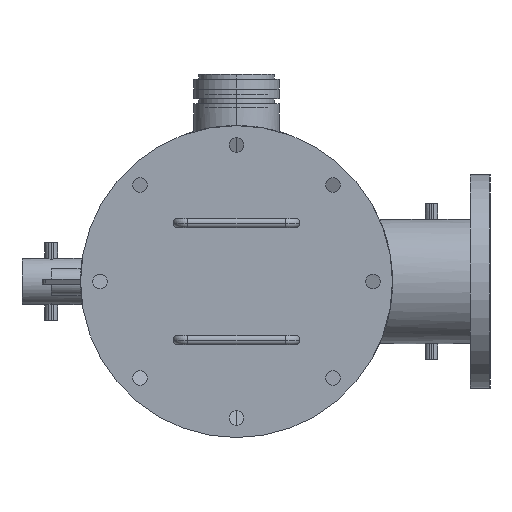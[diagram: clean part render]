
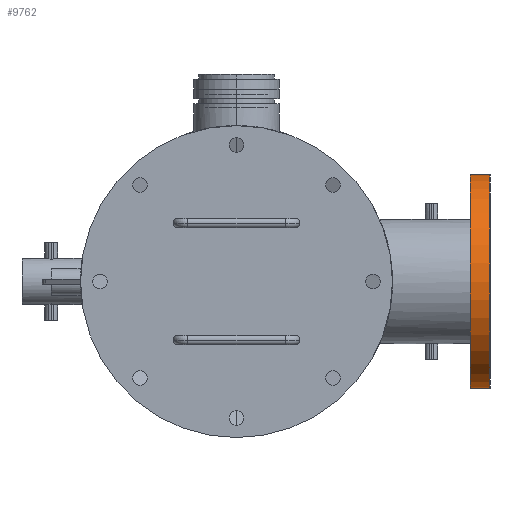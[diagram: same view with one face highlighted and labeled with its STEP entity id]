
A CAD part, left-side view. The second image highlights one B-rep face of the part: STEP entity #9762.
In plain terms, the highlighted cylindrical face has radius 139.7 mm (diameter 279.4 mm), a partial arc.
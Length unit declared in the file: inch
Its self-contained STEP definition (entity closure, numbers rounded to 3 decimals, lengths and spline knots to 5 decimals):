
#23 = VERTEX_POINT ( 'NONE', #5616 ) ;
#212 = DIRECTION ( 'NONE',  ( 0., 0., -1. ) ) ;
#884 = ORIENTED_EDGE ( 'NONE', *, *, #3147, .F. ) ;
#996 = VERTEX_POINT ( 'NONE', #11097 ) ;
#1418 = VECTOR ( 'NONE', #1583, 39.37008 ) ;
#1423 = ORIENTED_EDGE ( 'NONE', *, *, #2843, .T. ) ;
#1583 = DIRECTION ( 'NONE',  ( 0., -1., 0. ) ) ;
#1754 = CARTESIAN_POINT ( 'NONE',  ( 6.87, -12., -5.5 ) ) ;
#2069 = VERTEX_POINT ( 'NONE', #2472 ) ;
#2086 = EDGE_LOOP ( 'NONE', ( #8172, #8067, #1423, #884 ) ) ;
#2093 = EDGE_CURVE ( 'NONE', #23, #7229, #7355, .T. ) ;
#2402 = LINE ( 'NONE', #1754, #8631 ) ;
#2429 = CYLINDRICAL_SURFACE ( 'NONE', #10449, 5.5 ) ;
#2440 = CIRCLE ( 'NONE', #5834, 5.5 ) ;
#2472 = CARTESIAN_POINT ( 'NONE',  ( 6.87, -12., -5.5 ) ) ;
#2843 = EDGE_CURVE ( 'NONE', #2069, #996, #2402, .T. ) ;
#3147 = EDGE_CURVE ( 'NONE', #7229, #996, #10465, .T. ) ;
#3611 = CARTESIAN_POINT ( 'NONE',  ( 6.87, -12., 0. ) ) ;
#4233 = CARTESIAN_POINT ( 'NONE',  ( 6.87, -12., 5.5 ) ) ;
#4507 = CARTESIAN_POINT ( 'NONE',  ( 6.87, -12., 0. ) ) ;
#4707 = CARTESIAN_POINT ( 'NONE',  ( 6.87, -13., 0. ) ) ;
#4860 = DIRECTION ( 'NONE',  ( 0., 0., -1. ) ) ;
#5616 = CARTESIAN_POINT ( 'NONE',  ( 6.87, -12., 5.5 ) ) ;
#5672 = DIRECTION ( 'NONE',  ( 0., -1., 0. ) ) ;
#5834 = AXIS2_PLACEMENT_3D ( 'NONE', #3611, #5672, #7448 ) ;
#6522 = DIRECTION ( 'NONE',  ( 0., -1., 0. ) ) ;
#7229 = VERTEX_POINT ( 'NONE', #7411 ) ;
#7237 = FACE_OUTER_BOUND ( 'NONE', #2086, .T. ) ;
#7355 = LINE ( 'NONE', #4233, #1418 ) ;
#7411 = CARTESIAN_POINT ( 'NONE',  ( 6.87, -13., 5.5 ) ) ;
#7448 = DIRECTION ( 'NONE',  ( 0., 0., -1. ) ) ;
#7459 = AXIS2_PLACEMENT_3D ( 'NONE', #4707, #6522, #4860 ) ;
#8067 = ORIENTED_EDGE ( 'NONE', *, *, #8770, .T. ) ;
#8172 = ORIENTED_EDGE ( 'NONE', *, *, #2093, .F. ) ;
#8631 = VECTOR ( 'NONE', #9869, 39.37008 ) ;
#8770 = EDGE_CURVE ( 'NONE', #23, #2069, #2440, .T. ) ;
#9762 = ADVANCED_FACE ( 'NONE', ( #7237 ), #2429, .T. ) ;
#9869 = DIRECTION ( 'NONE',  ( 0., -1., 0. ) ) ;
#10449 = AXIS2_PLACEMENT_3D ( 'NONE', #4507, #10847, #212 ) ;
#10465 = CIRCLE ( 'NONE', #7459, 5.5 ) ;
#10847 = DIRECTION ( 'NONE',  ( 0., -1., 0. ) ) ;
#11097 = CARTESIAN_POINT ( 'NONE',  ( 6.87, -13., -5.5 ) ) ;
